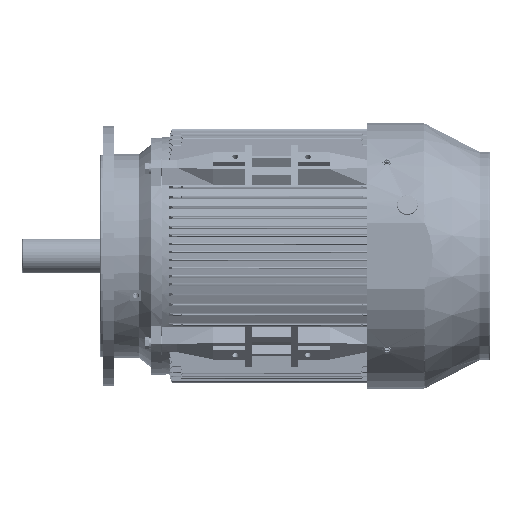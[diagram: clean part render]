
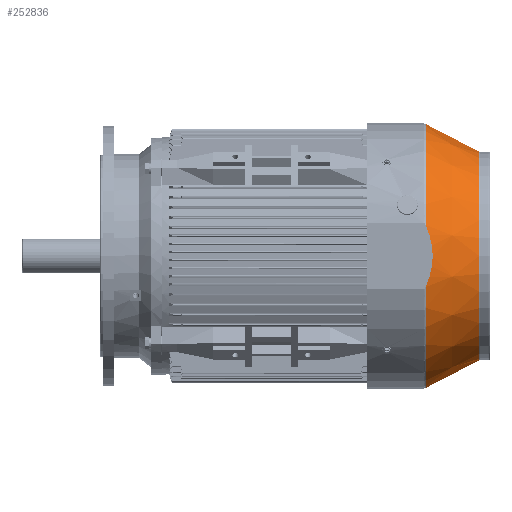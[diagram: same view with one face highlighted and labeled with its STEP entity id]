
A CAD part, front view. The second image highlights one B-rep face of the part: STEP entity #252836.
In plain terms, the highlighted conical face has half-angle 27.379 degrees and reference radius 180.336 mm.
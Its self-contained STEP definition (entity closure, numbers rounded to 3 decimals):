
#219747 = CARTESIAN_POINT ( 'NONE',  ( -180.336, 0., -194.351 ) ) ;
#220039 = DIRECTION ( 'NONE',  ( -0.46, 0., 0.888 ) ) ;
#220040 = VECTOR ( 'NONE', #220039, 1000. ) ;
#220043 = CARTESIAN_POINT ( 'NONE',  ( -180.336, 0., -194.351 ) ) ;
#220045 = LINE ( 'NONE', #220043, #220040 ) ;
#220105 = CARTESIAN_POINT ( 'NONE',  ( -228.416, 0., -101.514 ) ) ;
#220196 = DIRECTION ( 'NONE',  ( 0.46, 0., 0.888 ) ) ;
#220197 = VECTOR ( 'NONE', #220196, 1000. ) ;
#220199 = CARTESIAN_POINT ( 'NONE',  ( 180.336, 0., -194.351 ) ) ;
#220200 = LINE ( 'NONE', #220199, #220197 ) ;
#220223 = CARTESIAN_POINT ( 'NONE',  ( 228.416, 0., -101.514 ) ) ;
#220285 = CARTESIAN_POINT ( 'NONE',  ( 180.336, 0., -194.351 ) ) ;
#220289 = DIRECTION ( 'NONE',  ( 1., 0., 0. ) ) ;
#220291 = DIRECTION ( 'NONE',  ( 0., 0., 1. ) ) ;
#220292 = AXIS2_PLACEMENT_3D ( 'NONE', #220312, #220291, #220289 ) ;
#220294 = CIRCLE ( 'NONE', #220292, 180.336 ) ;
#220312 = CARTESIAN_POINT ( 'NONE',  ( 0., 0., -194.351 ) ) ;
#220605 = CARTESIAN_POINT ( 'NONE',  ( 53.757, -222., -101.514 ) ) ;
#220608 = DIRECTION ( 'NONE',  ( 1., 0., 0. ) ) ;
#220610 = DIRECTION ( 'NONE',  ( 0., 0., 1. ) ) ;
#220612 = CARTESIAN_POINT ( 'NONE',  ( 0., 0., -101.514 ) ) ;
#220614 = AXIS2_PLACEMENT_3D ( 'NONE', #220612, #220610, #220608 ) ;
#220617 = CIRCLE ( 'NONE', #220614, 228.416 ) ;
#223605 = FACE_OUTER_BOUND ( 'NONE', #252837, .T. ) ;
#223609 = CARTESIAN_POINT ( 'NONE',  ( 0., 0., -194.351 ) ) ;
#223752 = DIRECTION ( 'NONE',  ( 1., 0., 0. ) ) ;
#223753 = DIRECTION ( 'NONE',  ( 0., 0., 1. ) ) ;
#223789 = AXIS2_PLACEMENT_3D ( 'NONE', #223609, #223753, #223752 ) ;
#223791 = CONICAL_SURFACE ( 'NONE', #223789, 180.336, 0.478 ) ;
#223904 = CARTESIAN_POINT ( 'NONE',  ( -53.757, -222., -101.514 ) ) ;
#223907 = CARTESIAN_POINT ( 'NONE',  ( -49.57, -222., -103.417 ) ) ;
#223910 = CARTESIAN_POINT ( 'NONE',  ( -45.284, -222., -105.155 ) ) ;
#223912 = CARTESIAN_POINT ( 'NONE',  ( -39.776, -222., -107.081 ) ) ;
#223914 = CARTESIAN_POINT ( 'NONE',  ( -38.669, -222., -107.453 ) ) ;
#223917 = CARTESIAN_POINT ( 'NONE',  ( -36.454, -222., -108.167 ) ) ;
#223920 = CARTESIAN_POINT ( 'NONE',  ( -33.122, -222., -109.194 ) ) ;
#223922 = CARTESIAN_POINT ( 'NONE',  ( -29.768, -222., -110.087 ) ) ;
#223924 = CARTESIAN_POINT ( 'NONE',  ( -18.534, -222., -112.756 ) ) ;
#223926 = CARTESIAN_POINT ( 'NONE',  ( -9.377, -222., -113.901 ) ) ;
#223929 = CARTESIAN_POINT ( 'NONE',  ( 1.148, -222., -113.903 ) ) ;
#223932 = CARTESIAN_POINT ( 'NONE',  ( 2.317, -222., -113.885 ) ) ;
#223934 = CARTESIAN_POINT ( 'NONE',  ( 4.647, -222., -113.814 ) ) ;
#223937 = CARTESIAN_POINT ( 'NONE',  ( 5.808, -222., -113.762 ) ) ;
#223940 = CARTESIAN_POINT ( 'NONE',  ( 9.284, -222., -113.551 ) ) ;
#223941 = CARTESIAN_POINT ( 'NONE',  ( 11.588, -222., -113.342 ) ) ;
#223943 = CARTESIAN_POINT ( 'NONE',  ( 18.465, -222., -112.513 ) ) ;
#223945 = CARTESIAN_POINT ( 'NONE',  ( 23.001, -222., -111.694 ) ) ;
#223946 = CARTESIAN_POINT ( 'NONE',  ( 31.985, -222., -109.562 ) ) ;
#223948 = CARTESIAN_POINT ( 'NONE',  ( 36.432, -222., -108.249 ) ) ;
#223950 = CARTESIAN_POINT ( 'NONE',  ( 41.94, -222., -106.325 ) ) ;
#223952 = CARTESIAN_POINT ( 'NONE',  ( 43.038, -222., -105.927 ) ) ;
#223975 = CARTESIAN_POINT ( 'NONE',  ( 45.216, -222., -105.106 ) ) ;
#223977 = CARTESIAN_POINT ( 'NONE',  ( 46.299, -222., -104.684 ) ) ;
#223980 = CARTESIAN_POINT ( 'NONE',  ( 49.527, -222., -103.383 ) ) ;
#223983 = CARTESIAN_POINT ( 'NONE',  ( 51.654, -222., -102.47 ) ) ;
#223985 = CARTESIAN_POINT ( 'NONE',  ( 53.757, -222., -101.514 ) ) ;
#223993 = B_SPLINE_CURVE_WITH_KNOTS ( 'NONE', 3,
 ( #223985, #223983, #223980, #223977, #223975, #223952, #223950, #223948, #223946, #223945, #223943, #223941, #223940, #223937, #223934, #223932, #223929, #223926, #223924, #223922, #223920, #223917, #223914, #223912, #223910, #223907, #223904 ),
 .UNSPECIFIED., .F., .F.,
 ( 4, 2, 2, 2, 2, 2, 2, 2, 2, 2, 1, 2, 2, 4 ),
 ( 0.226, 0.233, 0.237, 0.24, 0.254, 0.267, 0.274, 0.278, 0.281, 0.309, 0.315, 0.319, 0.322, 0.336 ),
 .UNSPECIFIED. ) ;
#224014 = CARTESIAN_POINT ( 'NONE',  ( -53.757, -222., -101.514 ) ) ;
#224017 = DIRECTION ( 'NONE',  ( 1., 0., 0. ) ) ;
#224019 = DIRECTION ( 'NONE',  ( 0., 0., 1. ) ) ;
#224021 = CARTESIAN_POINT ( 'NONE',  ( 0., 0., -101.514 ) ) ;
#224023 = AXIS2_PLACEMENT_3D ( 'NONE', #224021, #224019, #224017 ) ;
#224025 = CIRCLE ( 'NONE', #224023, 228.416 ) ;
#251965 = VERTEX_POINT ( 'NONE', #219747 ) ;
#252065 = EDGE_CURVE ( 'NONE', #251965, #252116, #220045, .T. ) ;
#252116 = VERTEX_POINT ( 'NONE', #220105 ) ;
#252128 = VERTEX_POINT ( 'NONE', #220223 ) ;
#252133 = EDGE_CURVE ( 'NONE', #252167, #252128, #220200, .T. ) ;
#252164 = EDGE_CURVE ( 'NONE', #251965, #252167, #220294, .T. ) ;
#252167 = VERTEX_POINT ( 'NONE', #220285 ) ;
#252231 = EDGE_CURVE ( 'NONE', #252234, #252128, #220617, .T. ) ;
#252234 = VERTEX_POINT ( 'NONE', #220605 ) ;
#252836 = ADVANCED_FACE ( 'NONE', ( #223605 ), #223791, .T. ) ;
#252837 = EDGE_LOOP ( 'NONE', ( #252842, #252846, #252899, #252901, #252904, #252913 ) ) ;
#252842 = ORIENTED_EDGE ( 'NONE', *, *, #252065, .F. ) ;
#252846 = ORIENTED_EDGE ( 'NONE', *, *, #252164, .T. ) ;
#252899 = ORIENTED_EDGE ( 'NONE', *, *, #252133, .T. ) ;
#252901 = ORIENTED_EDGE ( 'NONE', *, *, #252231, .F. ) ;
#252904 = ORIENTED_EDGE ( 'NONE', *, *, #252909, .T. ) ;
#252909 = EDGE_CURVE ( 'NONE', #252234, #252961, #223993, .T. ) ;
#252913 = ORIENTED_EDGE ( 'NONE', *, *, #252958, .F. ) ;
#252958 = EDGE_CURVE ( 'NONE', #252116, #252961, #224025, .T. ) ;
#252961 = VERTEX_POINT ( 'NONE', #224014 ) ;
